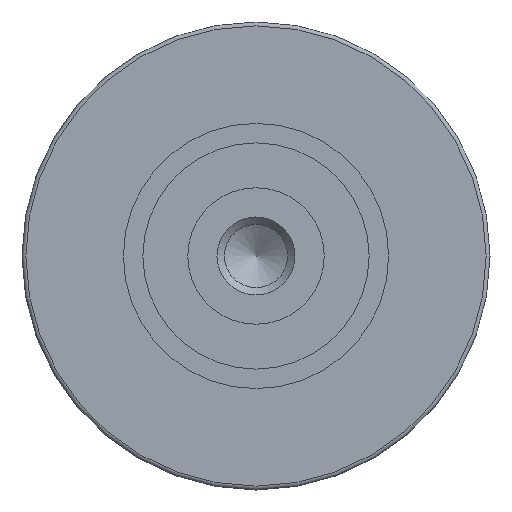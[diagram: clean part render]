
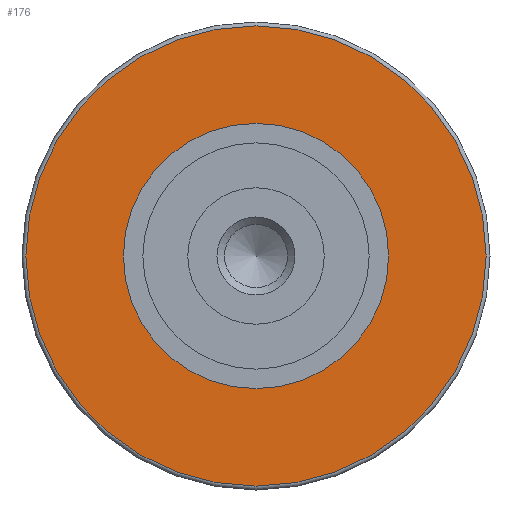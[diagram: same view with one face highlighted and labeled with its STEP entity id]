
A CAD part, front view. The second image highlights one B-rep face of the part: STEP entity #176.
In plain terms, the highlighted planar face has unit normal (0, -1, 0).
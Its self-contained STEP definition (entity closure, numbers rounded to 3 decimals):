
#17=FACE_BOUND('',#62,.T.);
#21=PLANE('',#214);
#47=FACE_OUTER_BOUND('',#61,.T.);
#61=EDGE_LOOP('',(#136));
#62=EDGE_LOOP('',(#137));
#77=CIRCLE('',#209,11.8);
#81=CIRCLE('',#215,6.8);
#92=VERTEX_POINT('',#306);
#95=VERTEX_POINT('',#316);
#106=EDGE_CURVE('',#92,#92,#77,.T.);
#111=EDGE_CURVE('',#95,#95,#81,.T.);
#136=ORIENTED_EDGE('',*,*,#106,.F.);
#137=ORIENTED_EDGE('',*,*,#111,.F.);
#176=ADVANCED_FACE('',(#47,#17),#21,.T.);
#209=AXIS2_PLACEMENT_3D('',#307,#241,#242);
#214=AXIS2_PLACEMENT_3D('',#315,#252,#253);
#215=AXIS2_PLACEMENT_3D('',#317,#254,#255);
#241=DIRECTION('center_axis',(0.,1.,0.));
#242=DIRECTION('ref_axis',(0.,0.,1.));
#252=DIRECTION('center_axis',(0.,-1.,0.));
#253=DIRECTION('ref_axis',(0.,0.,-1.));
#254=DIRECTION('center_axis',(0.,-1.,0.));
#255=DIRECTION('ref_axis',(1.,0.,0.));
#306=CARTESIAN_POINT('',(0.,17.,11.8));
#307=CARTESIAN_POINT('Origin',(0.,17.,0.));
#315=CARTESIAN_POINT('Origin',(0.,17.,-6.8));
#316=CARTESIAN_POINT('',(0.,17.,6.8));
#317=CARTESIAN_POINT('Origin',(0.,17.,0.));
